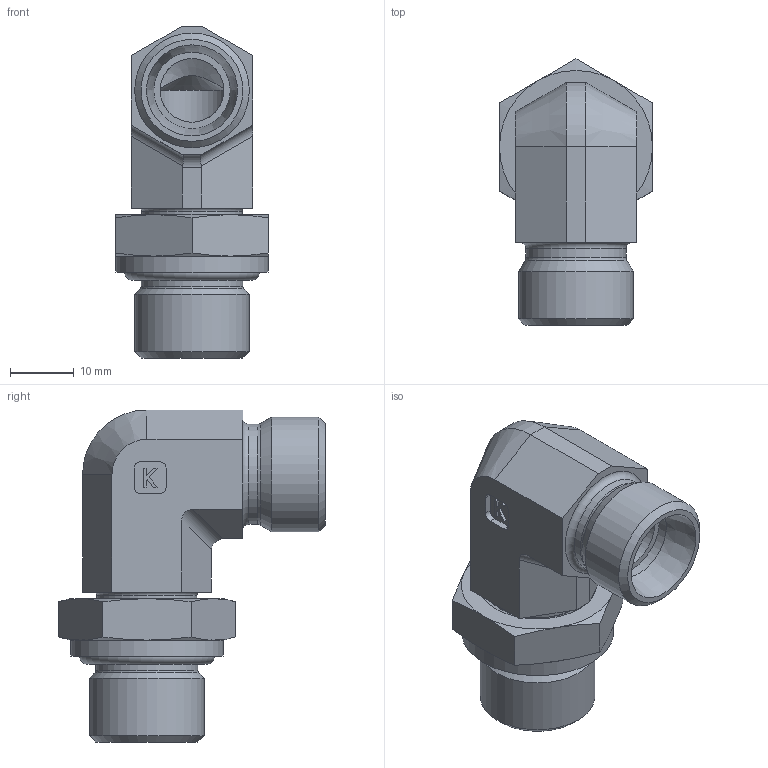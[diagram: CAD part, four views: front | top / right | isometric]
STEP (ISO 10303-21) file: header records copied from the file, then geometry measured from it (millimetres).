
FILE_DESCRIPTION((''),'2;1');
FILE_NAME('6701818012.stp','2015-07-17T15:05:09',(''),('KNOMI spol. s r. o.'),'Autodesk Inventor 2012','Autodesk Inventor 2012','');
FILE_SCHEMA(('AUTOMOTIVE_DESIGN { 1 2 10303 214 0 1 1 1 }'));
Length unit declared in the file: millimetre
Products named in the file (4): ÚPS M18/M18 plocha; 678 1818 12; 675 018; 60 15000 265
Assembly tree (3 placements, depth 2):
  ÚPS M18/M18 plocha
    678 1818 12
    675 018
    60 15000 265
Bounding box: 24 x 41.86 x 52.1 mm (x, y, z)
Volume: 14799.8 mm3; surface area: 9134.8 mm2
Topology: 3 solids, 3 shells, 101 faces, 235 edges, 145 vertices
Faces by surface type: plane 47, cone 26, cylinder 20, torus 8
Full cylindrical faces by diameter (mm): 10 x1, 11 x1, 12 x1, 15.7 x2, 16 x1, 16.376 x1, 18 x3, 21.5 x1, 23.9 x1
Entity records: 2914 total; most frequent: CARTESIAN_POINT 545, DIRECTION 460, ORIENTED_EDGE 402, EDGE_CURVE 201, AXIS2_PLACEMENT_3D 179, EDGE_LOOP 141, VERTEX_POINT 140, STYLED_ITEM 104
